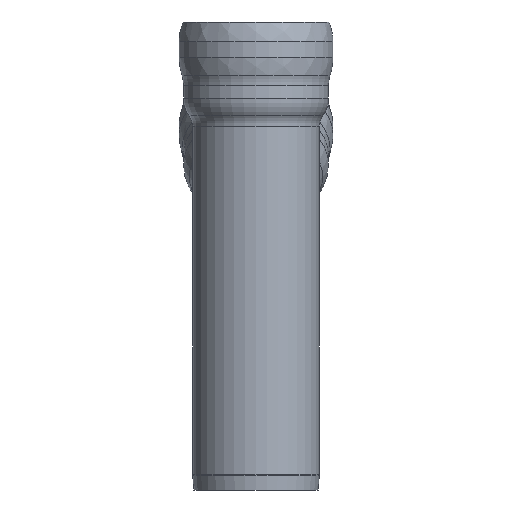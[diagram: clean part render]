
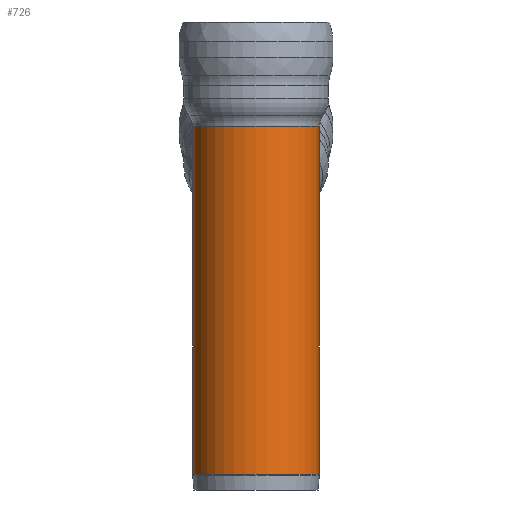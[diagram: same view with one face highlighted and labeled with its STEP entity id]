
A CAD part, left-side view. The second image highlights one B-rep face of the part: STEP entity #726.
In plain terms, the highlighted cylindrical face has radius 210 mm (diameter 420 mm), a full revolution.
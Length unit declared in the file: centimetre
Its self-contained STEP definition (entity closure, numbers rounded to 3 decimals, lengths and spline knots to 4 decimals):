
#46=ELLIPSE('',#778,22.7302,21.);
#47=ELLIPSE('',#779,54.8756,21.);
#48=ELLIPSE('',#782,54.8756,21.);
#49=ELLIPSE('',#783,22.7302,21.);
#60=LINE('',#1211,#80);
#61=LINE('',#1217,#81);
#80=VECTOR('',#922,21.);
#81=VECTOR('',#927,21.);
#100=CYLINDRICAL_SURFACE('',#777,21.);
#109=FACE_OUTER_BOUND('',#152,.T.);
#152=EDGE_LOOP('',(#481,#482,#483,#484,#485,#486,#487,#488,#489,#490,#491,
#492));
#199=CIRCLE('',#774,21.);
#200=CIRCLE('',#775,21.);
#202=CIRCLE('',#780,21.);
#203=CIRCLE('',#781,21.);
#283=VERTEX_POINT('',#1203);
#284=VERTEX_POINT('',#1205);
#285=VERTEX_POINT('',#1210);
#286=VERTEX_POINT('',#1212);
#287=VERTEX_POINT('',#1214);
#288=VERTEX_POINT('',#1216);
#289=VERTEX_POINT('',#1218);
#290=VERTEX_POINT('',#1221);
#359=EDGE_CURVE('',#283,#284,#199,.T.);
#360=EDGE_CURVE('',#284,#283,#200,.T.);
#362=EDGE_CURVE('',#284,#285,#60,.T.);
#363=EDGE_CURVE('',#285,#286,#46,.T.);
#364=EDGE_CURVE('',#286,#287,#47,.T.);
#365=EDGE_CURVE('',#287,#288,#61,.T.);
#366=EDGE_CURVE('',#288,#289,#202,.T.);
#367=EDGE_CURVE('',#289,#288,#203,.T.);
#368=EDGE_CURVE('',#287,#290,#48,.T.);
#369=EDGE_CURVE('',#290,#285,#49,.T.);
#481=ORIENTED_EDGE('',*,*,#359,.F.);
#482=ORIENTED_EDGE('',*,*,#360,.F.);
#483=ORIENTED_EDGE('',*,*,#362,.T.);
#484=ORIENTED_EDGE('',*,*,#363,.T.);
#485=ORIENTED_EDGE('',*,*,#364,.T.);
#486=ORIENTED_EDGE('',*,*,#365,.T.);
#487=ORIENTED_EDGE('',*,*,#366,.T.);
#488=ORIENTED_EDGE('',*,*,#367,.T.);
#489=ORIENTED_EDGE('',*,*,#365,.F.);
#490=ORIENTED_EDGE('',*,*,#368,.T.);
#491=ORIENTED_EDGE('',*,*,#369,.T.);
#492=ORIENTED_EDGE('',*,*,#362,.F.);
#726=ADVANCED_FACE('',(#109),#100,.T.);
#774=AXIS2_PLACEMENT_3D('',#1206,#914,#915);
#775=AXIS2_PLACEMENT_3D('',#1207,#916,#917);
#777=AXIS2_PLACEMENT_3D('',#1209,#920,#921);
#778=AXIS2_PLACEMENT_3D('',#1213,#923,#924);
#779=AXIS2_PLACEMENT_3D('',#1215,#925,#926);
#780=AXIS2_PLACEMENT_3D('',#1219,#928,#929);
#781=AXIS2_PLACEMENT_3D('',#1220,#930,#931);
#782=AXIS2_PLACEMENT_3D('',#1222,#932,#933);
#783=AXIS2_PLACEMENT_3D('',#1223,#934,#935);
#914=DIRECTION('center_axis',(0.,0.,-1.));
#915=DIRECTION('ref_axis',(1.,0.,0.));
#916=DIRECTION('center_axis',(0.,0.,-1.));
#917=DIRECTION('ref_axis',(1.,0.,0.));
#920=DIRECTION('center_axis',(0.,0.,-1.));
#921=DIRECTION('ref_axis',(-1.,0.,0.));
#922=DIRECTION('',(0.,0.,1.));
#923=DIRECTION('center_axis',(-0.383,0.,
-0.924));
#924=DIRECTION('ref_axis',(-0.924,0.,0.383));
#925=DIRECTION('center_axis',(-0.924,0.,0.383));
#926=DIRECTION('ref_axis',(-0.383,0.,-0.924));
#927=DIRECTION('',(0.,0.,1.));
#928=DIRECTION('center_axis',(0.,0.,-1.));
#929=DIRECTION('ref_axis',(1.,0.,0.));
#930=DIRECTION('center_axis',(0.,0.,-1.));
#931=DIRECTION('ref_axis',(1.,0.,0.));
#932=DIRECTION('center_axis',(-0.924,0.,0.383));
#933=DIRECTION('ref_axis',(-0.383,0.,-0.924));
#934=DIRECTION('center_axis',(-0.383,0.,
-0.924));
#935=DIRECTION('ref_axis',(-0.924,0.,0.383));
#1203=CARTESIAN_POINT('',(0.,-21.,5.1746));
#1205=CARTESIAN_POINT('',(21.,0.,5.1746));
#1206=CARTESIAN_POINT('Origin',(0.,0.,5.1746));
#1207=CARTESIAN_POINT('Origin',(0.,0.,5.1746));
#1209=CARTESIAN_POINT('Origin',(0.,0.,62.7129));
#1210=CARTESIAN_POINT('',(21.,0.,46.3015));
#1211=CARTESIAN_POINT('',(21.,0.,62.7129));
#1212=CARTESIAN_POINT('',(0.,-21.,55.));
#1213=CARTESIAN_POINT('Origin',(0.,0.,55.));
#1214=CARTESIAN_POINT('',(21.,0.,105.6985));
#1215=CARTESIAN_POINT('Origin',(0.,0.,55.));
#1216=CARTESIAN_POINT('',(21.,0.,120.4913));
#1217=CARTESIAN_POINT('',(21.,0.,62.7129));
#1218=CARTESIAN_POINT('',(0.,-21.,120.4913));
#1219=CARTESIAN_POINT('Origin',(0.,0.,120.4913));
#1220=CARTESIAN_POINT('Origin',(0.,0.,120.4913));
#1221=CARTESIAN_POINT('',(0.,21.,55.));
#1222=CARTESIAN_POINT('Origin',(0.,0.,55.));
#1223=CARTESIAN_POINT('Origin',(0.,0.,55.));
